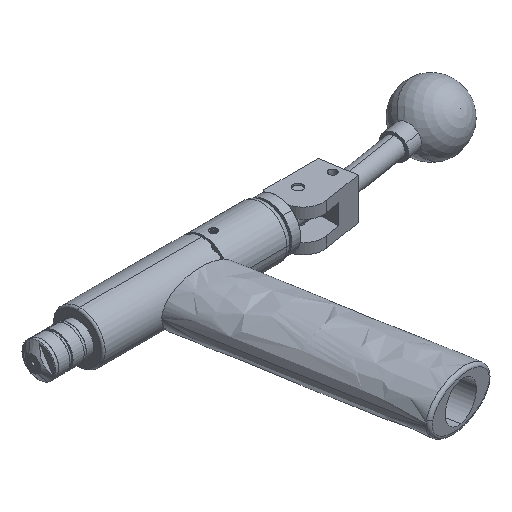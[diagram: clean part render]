
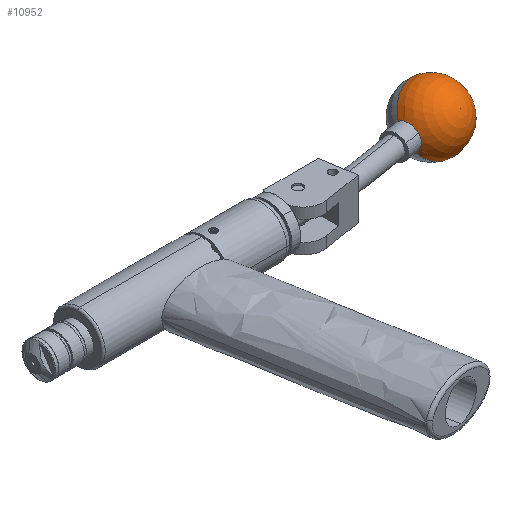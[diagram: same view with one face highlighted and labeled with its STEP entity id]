
A CAD part, isometric view. The second image highlights one B-rep face of the part: STEP entity #10952.
In plain terms, the highlighted spherical face has radius 15.875 mm.
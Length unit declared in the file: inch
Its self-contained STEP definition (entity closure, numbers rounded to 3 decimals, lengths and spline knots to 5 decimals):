
#538 = AXIS2_PLACEMENT_3D ( 'NONE', #13389, #14680, #8599 ) ;
#1175 = EDGE_CURVE ( 'NONE', #5121, #1520, #10272, .T. ) ;
#1520 = VERTEX_POINT ( 'NONE', #11858 ) ;
#1665 = CARTESIAN_POINT ( 'NONE',  ( 7.16742, 0.28004, 0. ) ) ;
#2008 = CARTESIAN_POINT ( 'NONE',  ( 7.78472, 0.37782, 0. ) ) ;
#2219 = DIRECTION ( 'NONE',  ( 0., 0.59, 0.808 ) ) ;
#2430 = CARTESIAN_POINT ( 'NONE',  ( 7.16742, 0.28004, 0. ) ) ;
#2956 = DIRECTION ( 'NONE',  ( -0.127, 0.801, -0.585 ) ) ;
#3785 = DIRECTION ( 'NONE',  ( 0.988, 0.156, 0. ) ) ;
#3809 = SPHERICAL_SURFACE ( 'NONE', #11436, 0.625 ) ;
#4504 = ORIENTED_EDGE ( 'NONE', *, *, #15155, .T. ) ;
#4716 = VERTEX_POINT ( 'NONE', #8619 ) ;
#5071 = CARTESIAN_POINT ( 'NONE',  ( 6.63337, -0.00981, 0.14627 ) ) ;
#5121 = VERTEX_POINT ( 'NONE', #2008 ) ;
#5747 = CIRCLE ( 'NONE', #8571, 0.25 ) ;
#8145 = VERTEX_POINT ( 'NONE', #5071 ) ;
#8393 = DIRECTION ( 'NONE',  ( 0.127, -0.801, 0.585 ) ) ;
#8571 = AXIS2_PLACEMENT_3D ( 'NONE', #8715, #11505, #10278 ) ;
#8599 = DIRECTION ( 'NONE',  ( 0., -0.59, -0.808 ) ) ;
#8619 = CARTESIAN_POINT ( 'NONE',  ( 6.57877, 0.3349, 0.20274 ) ) ;
#8715 = CARTESIAN_POINT ( 'NONE',  ( 6.60165, 0.19044, 0. ) ) ;
#9777 = CARTESIAN_POINT ( 'NONE',  ( 6.60165, 0.19044, 0. ) ) ;
#10272 = CIRCLE ( 'NONE', #12585, 0.625 ) ;
#10278 = DIRECTION ( 'NONE',  ( 0.127, -0.801, 0.585 ) ) ;
#10952 = ADVANCED_FACE ( 'NONE', ( #13300 ), #3809, .T. ) ;
#11436 = AXIS2_PLACEMENT_3D ( 'NONE', #2430, #15818, #14513 ) ;
#11505 = DIRECTION ( 'NONE',  ( 0.988, 0.156, 0. ) ) ;
#11663 = CIRCLE ( 'NONE', #11933, 0.25 ) ;
#11834 = EDGE_CURVE ( 'NONE', #4716, #8145, #5747, .T. ) ;
#11858 = CARTESIAN_POINT ( 'NONE',  ( 6.62453, 0.04597, -0.20274 ) ) ;
#11933 = AXIS2_PLACEMENT_3D ( 'NONE', #9777, #3785, #8393 ) ;
#12585 = AXIS2_PLACEMENT_3D ( 'NONE', #1665, #2956, #2219 ) ;
#12605 = ORIENTED_EDGE ( 'NONE', *, *, #1175, .F. ) ;
#13300 = FACE_OUTER_BOUND ( 'NONE', #15575, .T. ) ;
#13389 = CARTESIAN_POINT ( 'NONE',  ( 7.16742, 0.28004, 0. ) ) ;
#13824 = EDGE_CURVE ( 'NONE', #5121, #4716, #13925, .T. ) ;
#13925 = CIRCLE ( 'NONE', #538, 0.625 ) ;
#14513 = DIRECTION ( 'NONE',  ( 0.092, -0.578, -0.811 ) ) ;
#14680 = DIRECTION ( 'NONE',  ( 0.127, -0.801, 0.585 ) ) ;
#15155 = EDGE_CURVE ( 'NONE', #8145, #1520, #11663, .T. ) ;
#15462 = ORIENTED_EDGE ( 'NONE', *, *, #13824, .T. ) ;
#15575 = EDGE_LOOP ( 'NONE', ( #12605, #15462, #15778, #4504 ) ) ;
#15778 = ORIENTED_EDGE ( 'NONE', *, *, #11834, .T. ) ;
#15818 = DIRECTION ( 'NONE',  ( 0.127, -0.801, 0.585 ) ) ;
